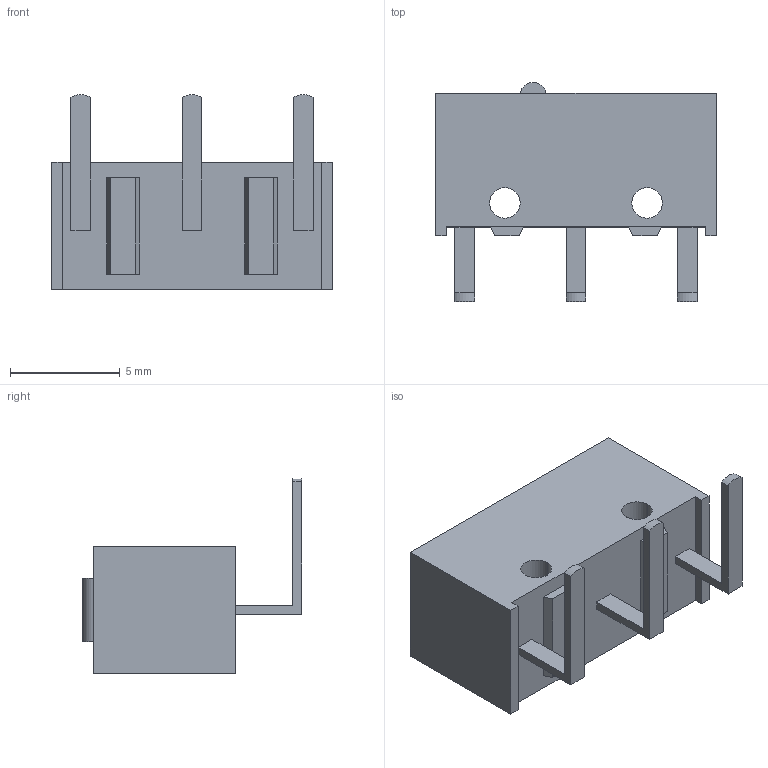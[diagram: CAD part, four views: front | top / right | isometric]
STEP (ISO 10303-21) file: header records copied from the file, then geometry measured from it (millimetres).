
FILE_DESCRIPTION (( 'STEP AP203' ), '1' );
FILE_NAME ('D2FS_F_N_A1.step', '2013-10-18T04:09:05', ( 'OSMC1.0 匠エンジニアリング山之内' ), ( 'TAKUMI-Engniaring' ), 'SwSTEP 2.0', 'SolidWorks 2002025', '' );
FILE_SCHEMA (( 'CONFIG_CONTROL_DESIGN' ));
Length unit declared in the file: millimetre
Products named in the file (3): D2FS_F_N_A1; D2FS_F_N_A1_BUTTON; D2FS_F_N_A1_BASE
Assembly tree (2 placements, depth 2):
  D2FS_F_N_A1
    D2FS_F_N_A1_BUTTON
    D2FS_F_N_A1_BASE
Bounding box: 12.8 x 10 x 8.9 mm (x, y, z)
Volume: 453 mm3; surface area: 541.8 mm2
Topology: 2 solids, 2 shells, 56 faces, 138 edges, 92 vertices
Faces by surface type: plane 48, cylinder 8
Entity records: 1951 total; most frequent: CARTESIAN_POINT 291, ORIENTED_EDGE 276, DIRECTION 276, EDGE_CURVE 138, LINE 122, VECTOR 122, VERTEX_POINT 92, AXIS2_PLACEMENT_3D 77
